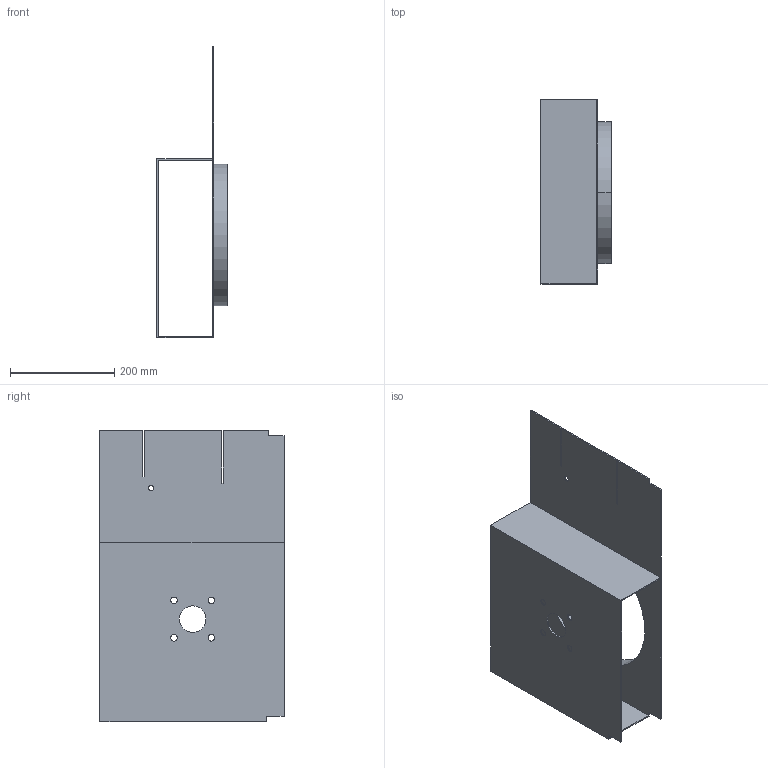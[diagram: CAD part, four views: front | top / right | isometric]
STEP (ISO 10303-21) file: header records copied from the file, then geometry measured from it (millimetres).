
FILE_DESCRIPTION(('produced by SPATIAL CORP'),'2;1');
FILE_NAME( 'evaporator_shroud.prt.hh.sat.stp','2002-04-19T13:24:42+00:00',( 'SPATIAL CORP'),('SPATIAL CORP'),'ACIS STEP Husk', 'http://www.spatial.com','SPATIAL CORP');
FILE_SCHEMA(('CONFIG_CONTROL_DESIGN'));
Length unit declared in the file: millimetre
Products named in the file (1): PRODUCT_ID_1
Bounding box: 134.62 x 353.06 x 558.8 mm (x, y, z)
Volume: 891256.5 mm3; surface area: 713377.4 mm2
Topology: 1 solids, 1 shells, 54 faces, 141 edges, 90 vertices
Faces by surface type: plane 36, cylinder 18
Entity records: 1728 total; most frequent: ORIENTED_EDGE 282, CARTESIAN_POINT 279, DIRECTION 273, EDGE_CURVE 141, VECTOR 105, LINE 105, VERTEX_POINT 90, AXIS2_PLACEMENT_3D 84
